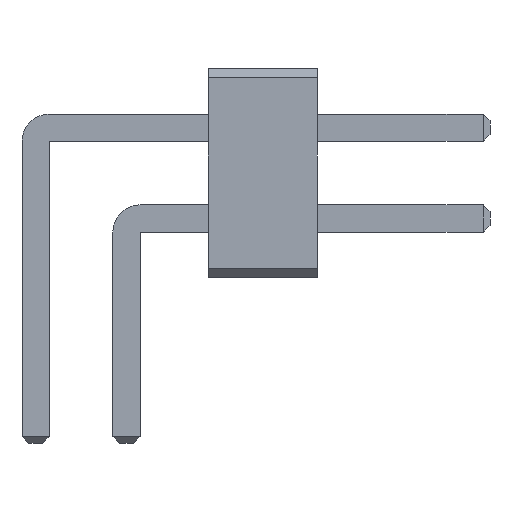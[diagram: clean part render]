
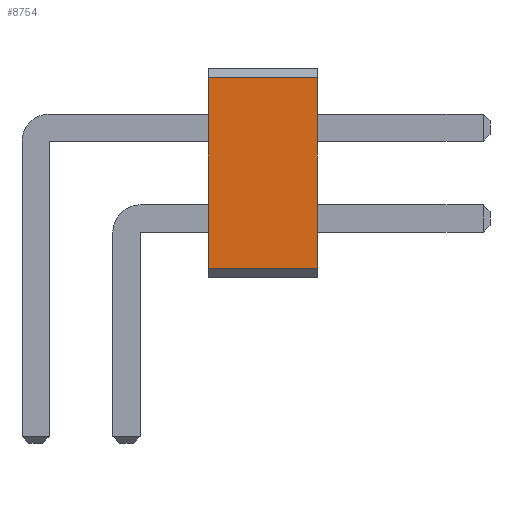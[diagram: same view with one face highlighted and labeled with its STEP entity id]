
A CAD part, front view. The second image highlights one B-rep face of the part: STEP entity #8754.
In plain terms, the highlighted planar face has unit normal (0, -1, 0).
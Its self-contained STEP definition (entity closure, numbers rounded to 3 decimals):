
#742 = VERTEX_POINT('',#743);
#743 = CARTESIAN_POINT('',(1.9,-25.5,2.2));
#749 = EDGE_CURVE('',#750,#742,#752,.T.);
#750 = VERTEX_POINT('',#751);
#751 = CARTESIAN_POINT('',(1.9,-25.5,0.1));
#752 = LINE('',#753,#754);
#753 = CARTESIAN_POINT('',(1.9,-25.5,0.1));
#754 = VECTOR('',#755,1.);
#755 = DIRECTION('',(0.,0.,1.));
#3759 = VERTEX_POINT('',#3760);
#3760 = CARTESIAN_POINT('',(3.1,-25.5,2.2));
#3766 = EDGE_CURVE('',#3767,#3759,#3769,.T.);
#3767 = VERTEX_POINT('',#3768);
#3768 = CARTESIAN_POINT('',(3.1,-25.5,0.1));
#3769 = LINE('',#3770,#3771);
#3770 = CARTESIAN_POINT('',(3.1,-25.5,0.1));
#3771 = VECTOR('',#3772,1.);
#3772 = DIRECTION('',(0.,0.,1.));
#8726 = EDGE_CURVE('',#750,#3767,#8727,.T.);
#8727 = LINE('',#8728,#8729);
#8728 = CARTESIAN_POINT('',(1.9,-25.5,0.1));
#8729 = VECTOR('',#8730,1.);
#8730 = DIRECTION('',(1.,0.,0.));
#8754 = ADVANCED_FACE('',(#8755),#8766,.T.);
#8755 = FACE_BOUND('',#8756,.T.);
#8756 = EDGE_LOOP('',(#8757,#8758,#8759,#8765));
#8757 = ORIENTED_EDGE('',*,*,#8726,.T.);
#8758 = ORIENTED_EDGE('',*,*,#3766,.T.);
#8759 = ORIENTED_EDGE('',*,*,#8760,.F.);
#8760 = EDGE_CURVE('',#742,#3759,#8761,.T.);
#8761 = LINE('',#8762,#8763);
#8762 = CARTESIAN_POINT('',(1.9,-25.5,2.2));
#8763 = VECTOR('',#8764,1.);
#8764 = DIRECTION('',(1.,0.,0.));
#8765 = ORIENTED_EDGE('',*,*,#749,.F.);
#8766 = PLANE('',#8767);
#8767 = AXIS2_PLACEMENT_3D('',#8768,#8769,#8770);
#8768 = CARTESIAN_POINT('',(1.9,-25.5,0.1));
#8769 = DIRECTION('',(0.,-1.,0.));
#8770 = DIRECTION('',(0.,0.,1.));
